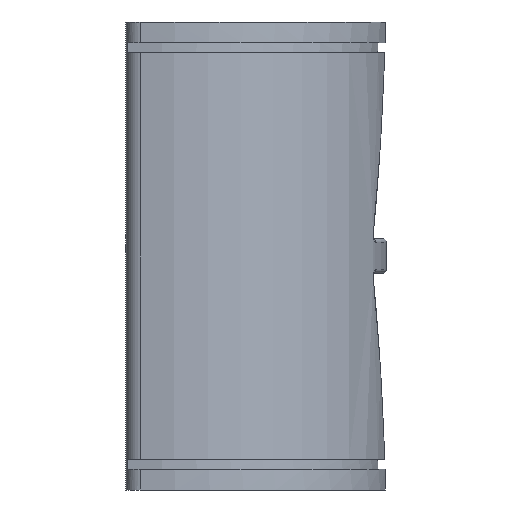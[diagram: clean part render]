
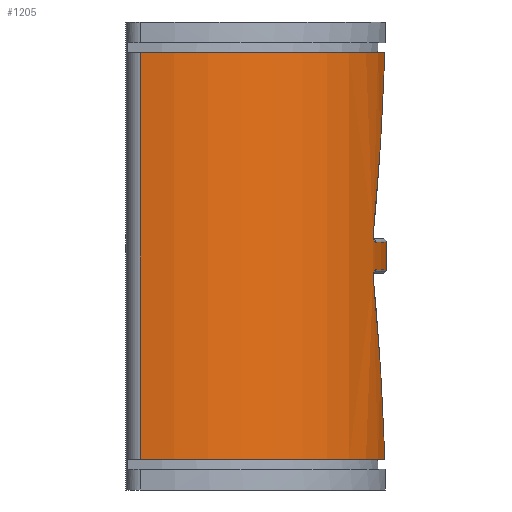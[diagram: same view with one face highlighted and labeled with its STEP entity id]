
A CAD part, front view. The second image highlights one B-rep face of the part: STEP entity #1205.
In plain terms, the highlighted cylindrical face has radius 30.1 mm (diameter 60.2 mm), a partial arc.
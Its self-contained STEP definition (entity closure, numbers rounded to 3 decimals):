
#3 = CARTESIAN_POINT ( 'NONE',  ( 33.918, -10.204, 2.253 ) ) ;
#4 = CARTESIAN_POINT ( 'NONE',  ( 33.8, -10.525, -3.1 ) ) ;
#5 = AXIS2_PLACEMENT_3D ( 'NONE', #1212, #1076, #1502 ) ;
#25 = FACE_OUTER_BOUND ( 'NONE', #1196, .T. ) ;
#30 = CARTESIAN_POINT ( 'NONE',  ( 33.824, -10.46, -2.636 ) ) ;
#35 = ORIENTED_EDGE ( 'NONE', *, *, #829, .T. ) ;
#39 = DIRECTION ( 'NONE',  ( 0., -1., 0. ) ) ;
#40 = EDGE_CURVE ( 'NONE', #902, #986, #1397, .T. ) ;
#48 =( BOUNDED_CURVE ( )  B_SPLINE_CURVE ( 3, ( #1574, #1866, #1310, #148 ),
 .UNSPECIFIED., .F., .F. ) 
 B_SPLINE_CURVE_WITH_KNOTS ( ( 4, 4 ),
 ( 4.829, 5.068 ),
 .UNSPECIFIED. ) 
 CURVE ( )  GEOMETRIC_REPRESENTATION_ITEM ( )  RATIONAL_B_SPLINE_CURVE ( ( 1., 0.995, 0.995, 1. ) ) 
 REPRESENTATION_ITEM ( '' )  );
#55 = EDGE_CURVE ( 'NONE', #152, #1133, #765, .T. ) ;
#96 = CARTESIAN_POINT ( 'NONE',  ( 33.812, -10.493, 3.254 ) ) ;
#128 = CARTESIAN_POINT ( 'NONE',  ( 35.696, -0.508, -2. ) ) ;
#132 = ORIENTED_EDGE ( 'NONE', *, *, #1127, .T. ) ;
#139 = DIRECTION ( 'NONE',  ( 0., -1., 0. ) ) ;
#148 = CARTESIAN_POINT ( 'NONE',  ( 33.812, -10.493, -3.254 ) ) ;
#152 = VERTEX_POINT ( 'NONE', #918 ) ;
#165 = DIRECTION ( 'NONE',  ( 0., 0., 1. ) ) ;
#166 = ORIENTED_EDGE ( 'NONE', *, *, #798, .F. ) ;
#169 =( BOUNDED_CURVE ( )  B_SPLINE_CURVE ( 3, ( #663, #1525, #1094, #1246 ),
 .UNSPECIFIED., .F., .F. ) 
 B_SPLINE_CURVE_WITH_KNOTS ( ( 4, 4 ),
 ( 4.356, 4.596 ),
 .UNSPECIFIED. ) 
 CURVE ( )  GEOMETRIC_REPRESENTATION_ITEM ( )  RATIONAL_B_SPLINE_CURVE ( ( 1., 0.995, 0.995, 1. ) ) 
 REPRESENTATION_ITEM ( '' )  );
#171 = CARTESIAN_POINT ( 'NONE',  ( 33.812, -10.493, -3.254 ) ) ;
#183 = CARTESIAN_POINT ( 'NONE',  ( 34.058, -9.811, -2. ) ) ;
#205 = AXIS2_PLACEMENT_3D ( 'NONE', #1860, #838, #139 ) ;
#290 = ORIENTED_EDGE ( 'NONE', *, *, #1285, .F. ) ;
#294 = ORIENTED_EDGE ( 'NONE', *, *, #996, .T. ) ;
#308 = CARTESIAN_POINT ( 'NONE',  ( 34.158, -9.51, 2. ) ) ;
#311 = CARTESIAN_POINT ( 'NONE',  ( 34.158, -9.51, 2. ) ) ;
#324 = CARTESIAN_POINT ( 'NONE',  ( 34.108, -9.66, 2. ) ) ;
#414 = ORIENTED_EDGE ( 'NONE', *, *, #1595, .F. ) ;
#434 = CARTESIAN_POINT ( 'NONE',  ( 0., -29.574, 29.5 ) ) ;
#438 = CARTESIAN_POINT ( 'NONE',  ( 34.057, -9.808, 2.033 ) ) ;
#460 = CARTESIAN_POINT ( 'NONE',  ( 33.812, -10.493, 3.254 ) ) ;
#481 = CARTESIAN_POINT ( 'NONE',  ( 33.962, -10.08, 2.159 ) ) ;
#573 = CARTESIAN_POINT ( 'NONE',  ( 33.795, -10.537, 2.939 ) ) ;
#594 = CYLINDRICAL_SURFACE ( 'NONE', #1534, 30.1 ) ;
#663 = CARTESIAN_POINT ( 'NONE',  ( 33.812, -10.493, 3.254 ) ) ;
#674 = EDGE_CURVE ( 'NONE', #986, #1126, #1698, .T. ) ;
#681 = CARTESIAN_POINT ( 'NONE',  ( 35.497, -3.487, 29.5 ) ) ;
#698 = CARTESIAN_POINT ( 'NONE',  ( 0., -29.574, -29.5 ) ) ;
#702 = CARTESIAN_POINT ( 'NONE',  ( 34.158, -9.51, -2. ) ) ;
#724 = CARTESIAN_POINT ( 'NONE',  ( 33.799, -10.528, -2.943 ) ) ;
#745 = CARTESIAN_POINT ( 'NONE',  ( 5.6, 0., -2. ) ) ;
#765 = CIRCLE ( 'NONE', #205, 30.1 ) ;
#780 = CARTESIAN_POINT ( 'NONE',  ( 35.497, -3.487, -29.5 ) ) ;
#798 = EDGE_CURVE ( 'NONE', #980, #1084, #1083, .T. ) ;
#804 = CARTESIAN_POINT ( 'NONE',  ( 33.812, -10.493, -3.254 ) ) ;
#818 = AXIS2_PLACEMENT_3D ( 'NONE', #745, #1329, #39 ) ;
#829 = EDGE_CURVE ( 'NONE', #980, #1516, #1633, .T. ) ;
#838 = DIRECTION ( 'NONE',  ( 0., 0., -1. ) ) ;
#850 = DIRECTION ( 'NONE',  ( 1., 0., 0. ) ) ;
#883 = CARTESIAN_POINT ( 'NONE',  ( 33.865, -10.35, -2.432 ) ) ;
#902 = VERTEX_POINT ( 'NONE', #780 ) ;
#918 = CARTESIAN_POINT ( 'NONE',  ( 35.696, -0.508, 2. ) ) ;
#921 = AXIS2_PLACEMENT_3D ( 'NONE', #1443, #1430, #1280 ) ;
#953 = DIRECTION ( 'NONE',  ( 0., 0., 1. ) ) ;
#980 = VERTEX_POINT ( 'NONE', #1405 ) ;
#986 = VERTEX_POINT ( 'NONE', #698 ) ;
#992 = CARTESIAN_POINT ( 'NONE',  ( 35.696, -0.508, -34. ) ) ;
#995 = VERTEX_POINT ( 'NONE', #96 ) ;
#996 = EDGE_CURVE ( 'NONE', #995, #1016, #169, .T. ) ;
#1016 = VERTEX_POINT ( 'NONE', #681 ) ;
#1076 = DIRECTION ( 'NONE',  ( 0., 0., 1. ) ) ;
#1083 = B_SPLINE_CURVE_WITH_KNOTS ( 'NONE', 3,
 ( #702, #183, #1592, #883, #1462, #30, #1152, #1140, #724, #4, #1446, #171 ),
 .UNSPECIFIED., .F., .F.,
 ( 4, 2, 2, 2, 2, 4 ),
 ( 0., 0.001, 0.001, 0.001, 0.002, 0.002 ),
 .UNSPECIFIED. ) ;
#1084 = VERTEX_POINT ( 'NONE', #804 ) ;
#1094 = CARTESIAN_POINT ( 'NONE',  ( 35.218, -5.885, 20.519 ) ) ;
#1126 = VERTEX_POINT ( 'NONE', #434 ) ;
#1127 = EDGE_CURVE ( 'NONE', #1516, #152, #1315, .T. ) ;
#1133 = VERTEX_POINT ( 'NONE', #308 ) ;
#1140 = CARTESIAN_POINT ( 'NONE',  ( 33.802, -10.52, -2.863 ) ) ;
#1152 = CARTESIAN_POINT ( 'NONE',  ( 33.814, -10.486, -2.711 ) ) ;
#1196 = EDGE_LOOP ( 'NONE', ( #290, #1718, #1861, #1419, #166, #35, #132, #1671, #414, #294 ) ) ;
#1205 = ADVANCED_FACE ( 'NONE', ( #25 ), #594, .T. ) ;
#1212 = CARTESIAN_POINT ( 'NONE',  ( 5.6, 0., 29.5 ) ) ;
#1246 = CARTESIAN_POINT ( 'NONE',  ( 35.497, -3.487, 29.5 ) ) ;
#1273 = CARTESIAN_POINT ( 'NONE',  ( 0., -29.574, -34. ) ) ;
#1280 = DIRECTION ( 'NONE',  ( 1., 0., 0. ) ) ;
#1285 = EDGE_CURVE ( 'NONE', #1126, #1016, #1384, .T. ) ;
#1310 = CARTESIAN_POINT ( 'NONE',  ( 34.653, -8.231, -11.728 ) ) ;
#1315 = LINE ( 'NONE', #992, #1685 ) ;
#1329 = DIRECTION ( 'NONE',  ( 0., 0., 1. ) ) ;
#1384 = CIRCLE ( 'NONE', #5, 30.1 ) ;
#1386 = B_SPLINE_CURVE_WITH_KNOTS ( 'NONE', 3,
 ( #460, #1603, #573, #1591, #1728, #3, #481, #438, #324, #311 ),
 .UNSPECIFIED., .F., .F.,
 ( 4, 2, 2, 2, 4 ),
 ( 0., 0., 0.001, 0.001, 0.002 ),
 .UNSPECIFIED. ) ;
#1397 = CIRCLE ( 'NONE', #921, 30.1 ) ;
#1405 = CARTESIAN_POINT ( 'NONE',  ( 34.158, -9.51, -2. ) ) ;
#1419 = ORIENTED_EDGE ( 'NONE', *, *, #1528, .T. ) ;
#1429 = CARTESIAN_POINT ( 'NONE',  ( 5.6, 0., -34. ) ) ;
#1430 = DIRECTION ( 'NONE',  ( 0., 0., -1. ) ) ;
#1443 = CARTESIAN_POINT ( 'NONE',  ( 5.6, 0., -29.5 ) ) ;
#1446 = CARTESIAN_POINT ( 'NONE',  ( 33.804, -10.514, -3.177 ) ) ;
#1462 = CARTESIAN_POINT ( 'NONE',  ( 33.849, -10.392, -2.496 ) ) ;
#1502 = DIRECTION ( 'NONE',  ( -1., 0., 0. ) ) ;
#1516 = VERTEX_POINT ( 'NONE', #128 ) ;
#1525 = CARTESIAN_POINT ( 'NONE',  ( 34.653, -8.231, 11.728 ) ) ;
#1528 = EDGE_CURVE ( 'NONE', #902, #1084, #48, .T. ) ;
#1534 = AXIS2_PLACEMENT_3D ( 'NONE', #1429, #1711, #850 ) ;
#1541 = VECTOR ( 'NONE', #953, 1000. ) ;
#1574 = CARTESIAN_POINT ( 'NONE',  ( 35.497, -3.487, -29.5 ) ) ;
#1591 = CARTESIAN_POINT ( 'NONE',  ( 33.821, -10.469, 2.632 ) ) ;
#1592 = CARTESIAN_POINT ( 'NONE',  ( 33.954, -10.105, -2.133 ) ) ;
#1595 = EDGE_CURVE ( 'NONE', #995, #1133, #1386, .T. ) ;
#1603 = CARTESIAN_POINT ( 'NONE',  ( 33.796, -10.534, 3.101 ) ) ;
#1633 = CIRCLE ( 'NONE', #818, 30.1 ) ;
#1671 = ORIENTED_EDGE ( 'NONE', *, *, #55, .T. ) ;
#1685 = VECTOR ( 'NONE', #165, 1000. ) ;
#1698 = LINE ( 'NONE', #1273, #1541 ) ;
#1711 = DIRECTION ( 'NONE',  ( 0., 0., 1. ) ) ;
#1718 = ORIENTED_EDGE ( 'NONE', *, *, #674, .F. ) ;
#1728 = CARTESIAN_POINT ( 'NONE',  ( 33.847, -10.397, 2.489 ) ) ;
#1860 = CARTESIAN_POINT ( 'NONE',  ( 5.6, 0., 2. ) ) ;
#1861 = ORIENTED_EDGE ( 'NONE', *, *, #40, .F. ) ;
#1866 = CARTESIAN_POINT ( 'NONE',  ( 35.218, -5.885, -20.519 ) ) ;
